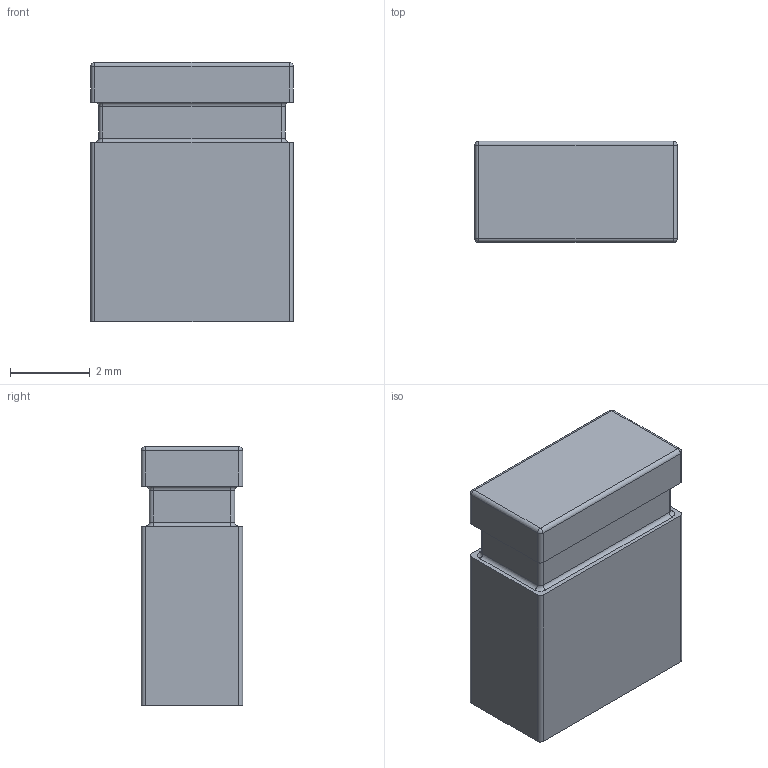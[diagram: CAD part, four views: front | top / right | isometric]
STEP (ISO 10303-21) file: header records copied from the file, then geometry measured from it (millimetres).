
FILE_DESCRIPTION (( 'STEP AP214' ), '1' );
FILE_NAME ('JUMPER_Sullins_SPC02SYAN.STEP', '2017-03-27T12:33:58', ( 'pomocnik' ), ( '' ), 'SwSTEP 2.0', 'SolidWorks 2016', '' );
FILE_SCHEMA (( 'AUTOMOTIVE_DESIGN' ));
Length unit declared in the file: millimetre
Products named in the file (1): JUMPER_Sullins_SPC02SYAN
Bounding box: 5.08 x 2.54 x 6.5 mm (x, y, z)
Volume: 51.7 mm3; surface area: 216.3 mm2
Topology: 1 solids, 1 shells, 93 faces, 240 edges, 148 vertices
Faces by surface type: plane 57, cylinder 24, torus 8, sphere 4
Entity records: 3434 total; most frequent: DIRECTION 480, CARTESIAN_POINT 478, ORIENTED_EDGE 472, EDGE_CURVE 236, LINE 180, VECTOR 180, AXIS2_PLACEMENT_3D 150, VERTEX_POINT 148
